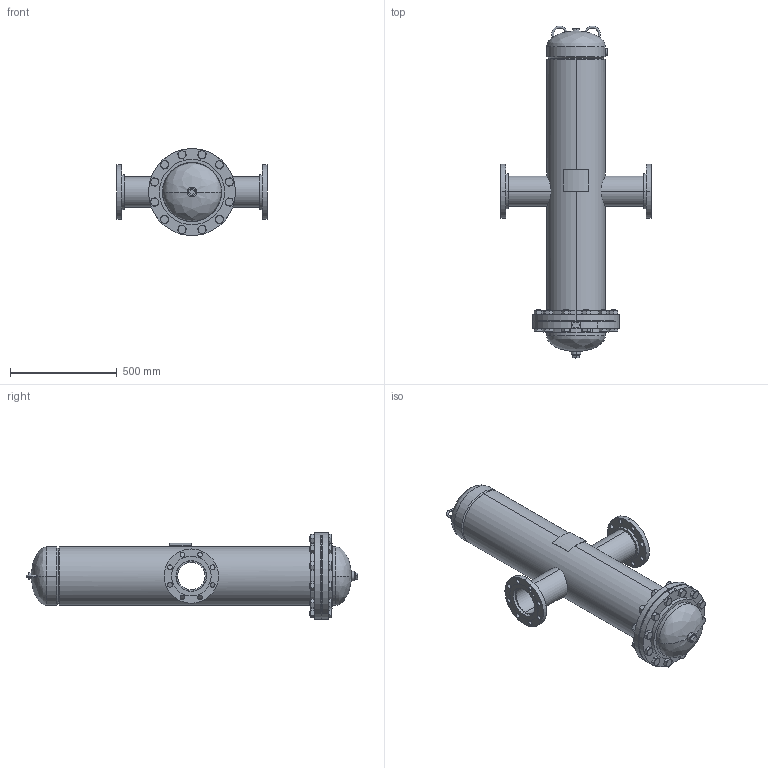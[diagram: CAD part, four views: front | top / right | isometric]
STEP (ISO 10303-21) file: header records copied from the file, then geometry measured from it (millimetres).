
FILE_DESCRIPTION (( 'STEP AP203' ), '1' );
FILE_NAME ('WVA-5HV.STEP', '2021-03-15T17:00:58', ( '' ), ( '' ), 'SwSTEP 2.0', 'SolidWorks 2021', '' );
FILE_SCHEMA (( 'CONFIG_CONTROL_DESIGN' ));
Length unit declared in the file: inch
Products named in the file (18): SORF FLANGES ASME B16.5_5 150# SA-105; 99P0112; 9400526; 72A0490; 9800614_9800614; 9600830_12" VERT; 99M3580_16; WVA-5HV; 9400540; 9800635_9800635; 9301100_9.5; 9201570; Garlock F.F. Gaskets 150# .0625 tk_9471010; PLUGS_9500150; 9500050; 9500030; SORF FLANGES ASME B16.5_10 150# SA-105
Assembly tree (43 placements, depth 3):
  WVA-5HV
    99P0112
    9201570
    9201570
    9500030  x2
    9500050
    72A0490  x2
      9301100_9.5
      SORF FLANGES ASME B16.5_5 150# SA-105
    SORF FLANGES ASME B16.5_10 150# SA-105  x2
    Garlock F.F. Gaskets 150# .0625 tk_9471010
    9800614_9800614  x12
    9800635_9800635  x12
    9400540  x2
    9400526
    PLUGS_9500150
    99M3580_16
    9600830_12" VERT
Bounding box: 704.85 x 1552.26 x 407.17 mm (x, y, z)
Volume: 19391258 mm3; surface area: 4042037.7 mm2
Topology: 43 solids, 43 shells, 853 faces, 1908 edges, 1164 vertices
Faces by surface type: cone 298, cylinder 270, plane 265, bspline 16, torus 4
Entity records: 12550 total; most frequent: CARTESIAN_POINT 3717, DIRECTION 1384, ORIENTED_EDGE 1196, EDGE_CURVE 598, AXIS2_PLACEMENT_3D 593, VERTEX_POINT 386, EDGE_LOOP 350, CIRCLE 312
